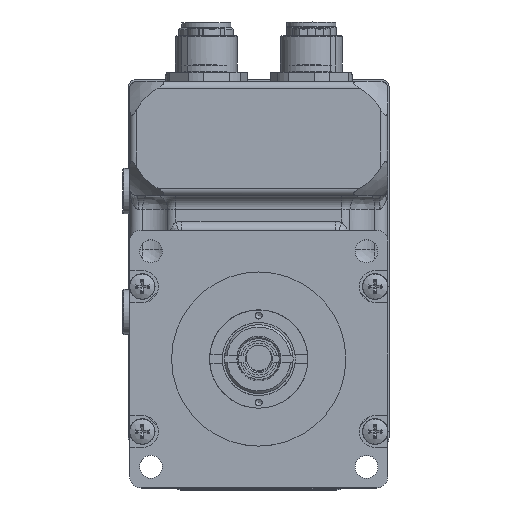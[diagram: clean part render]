
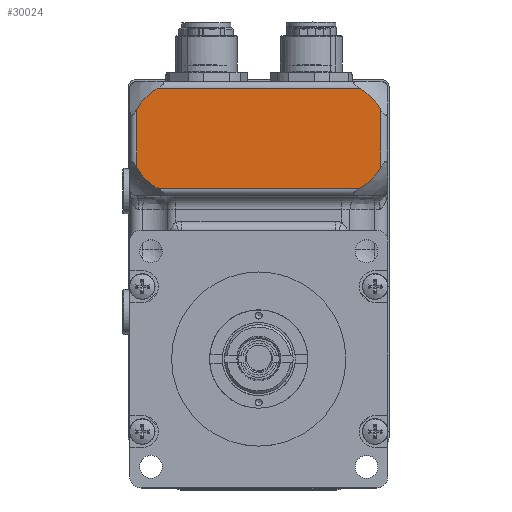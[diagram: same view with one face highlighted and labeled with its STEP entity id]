
A CAD part, top view. The second image highlights one B-rep face of the part: STEP entity #30024.
In plain terms, the highlighted planar face has unit normal (0, 0, 1).
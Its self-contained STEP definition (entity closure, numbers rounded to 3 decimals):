
#1513=PLANE('',#32906);
#2882=FACE_OUTER_BOUND('',#4644,.T.);
#4644=EDGE_LOOP('',(#25037,#25038,#25039,#25040,#25041,#25042,#25043,#25044));
#6991=LINE('',#50434,#9300);
#6992=LINE('',#50476,#9301);
#6993=LINE('',#50479,#9302);
#6995=LINE('',#50547,#9304);
#9300=VECTOR('',#40524,44.019);
#9301=VECTOR('',#40531,12.619);
#9302=VECTOR('',#40534,12.619);
#9304=VECTOR('',#40546,44.019);
#10918=CIRCLE('',#32896,12.);
#10919=CIRCLE('',#32899,12.);
#10921=CIRCLE('',#32904,12.);
#10923=CIRCLE('',#32907,12.);
#13603=VERTEX_POINT('',#50373);
#13604=VERTEX_POINT('',#50394);
#13605=VERTEX_POINT('',#50414);
#13606=VERTEX_POINT('',#50436);
#13607=VERTEX_POINT('',#50456);
#13608=VERTEX_POINT('',#50478);
#13612=VERTEX_POINT('',#50524);
#13614=VERTEX_POINT('',#50546);
#17543=EDGE_CURVE('',#13604,#13603,#10918,.T.);
#17545=EDGE_CURVE('',#13605,#13604,#6991,.T.);
#17547=EDGE_CURVE('',#13606,#13605,#10919,.T.);
#17549=EDGE_CURVE('',#13607,#13606,#6992,.T.);
#17550=EDGE_CURVE('',#13603,#13608,#6993,.T.);
#17555=EDGE_CURVE('',#13608,#13612,#10921,.T.);
#17558=EDGE_CURVE('',#13612,#13614,#6995,.T.);
#17559=EDGE_CURVE('',#13614,#13607,#10923,.T.);
#25037=ORIENTED_EDGE('',*,*,#17558,.F.);
#25038=ORIENTED_EDGE('',*,*,#17555,.F.);
#25039=ORIENTED_EDGE('',*,*,#17550,.F.);
#25040=ORIENTED_EDGE('',*,*,#17543,.F.);
#25041=ORIENTED_EDGE('',*,*,#17545,.F.);
#25042=ORIENTED_EDGE('',*,*,#17547,.F.);
#25043=ORIENTED_EDGE('',*,*,#17549,.F.);
#25044=ORIENTED_EDGE('',*,*,#17559,.F.);
#30024=ADVANCED_FACE('',(#2882),#1513,.T.);
#32896=AXIS2_PLACEMENT_3D('',#50412,#40520,#40521);
#32899=AXIS2_PLACEMENT_3D('',#50454,#40527,#40528);
#32904=AXIS2_PLACEMENT_3D('',#50525,#40540,#40541);
#32906=AXIS2_PLACEMENT_3D('',#50545,#40544,#40545);
#32907=AXIS2_PLACEMENT_3D('',#50548,#40547,#40548);
#40520=DIRECTION('center_axis',(0.,0.,
-1.));
#40521=DIRECTION('ref_axis',(0.,-1.,0.));
#40524=DIRECTION('',(1.,0.,0.));
#40527=DIRECTION('center_axis',(0.,0.,
-1.));
#40528=DIRECTION('ref_axis',(0.,-1.,0.));
#40531=DIRECTION('',(0.,1.,0.));
#40534=DIRECTION('',(0.,-1.,0.));
#40540=DIRECTION('center_axis',(0.,0.,
-1.));
#40541=DIRECTION('ref_axis',(0.,-1.,0.));
#40544=DIRECTION('center_axis',(0.,0.,
1.));
#40545=DIRECTION('ref_axis',(1.,0.,0.));
#40546=DIRECTION('',(-1.,0.,0.));
#40547=DIRECTION('center_axis',(0.,0.,
-1.));
#40548=DIRECTION('ref_axis',(0.,-1.,0.));
#50373=CARTESIAN_POINT('',(24.73,34.066,7.851));
#50394=CARTESIAN_POINT('',(20.04,38.756,7.851));
#50412=CARTESIAN_POINT('Origin',(14.23,28.256,7.851));
#50414=CARTESIAN_POINT('',(-23.979,38.756,7.851));
#50434=CARTESIAN_POINT('',(-23.979,38.756,7.851));
#50436=CARTESIAN_POINT('',(-28.67,34.066,7.851));
#50454=CARTESIAN_POINT('Origin',(-18.17,28.256,7.851));
#50456=CARTESIAN_POINT('',(-28.67,21.447,7.851));
#50476=CARTESIAN_POINT('',(-28.67,21.447,7.851));
#50478=CARTESIAN_POINT('',(24.73,21.447,7.851));
#50479=CARTESIAN_POINT('',(24.73,34.066,7.851));
#50524=CARTESIAN_POINT('',(20.04,16.756,7.851));
#50525=CARTESIAN_POINT('Origin',(14.23,27.256,7.851));
#50545=CARTESIAN_POINT('Origin',(-30.17,15.256,7.851));
#50546=CARTESIAN_POINT('',(-23.979,16.756,7.851));
#50547=CARTESIAN_POINT('',(20.04,16.756,7.851));
#50548=CARTESIAN_POINT('Origin',(-18.17,27.256,7.851));
